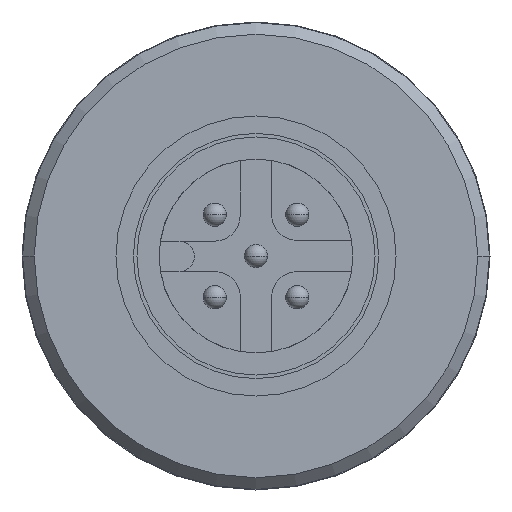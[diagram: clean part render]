
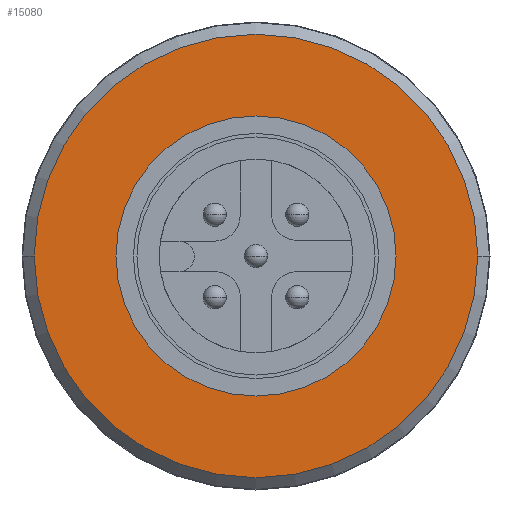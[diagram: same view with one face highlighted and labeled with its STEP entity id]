
A CAD part, front view. The second image highlights one B-rep face of the part: STEP entity #15080.
In plain terms, the highlighted planar face has unit normal (0, -1, 0).
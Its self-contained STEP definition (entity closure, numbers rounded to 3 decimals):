
#2740=CARTESIAN_POINT('',(9.5,1.2,0.));
#2750=VERTEX_POINT('',#2740);
#2800=CARTESIAN_POINT('',(0.,1.2,0.));
#2810=DIRECTION('',(0.,-1.,0.));
#2820=DIRECTION('',(-1.,0.,0.));
#2830=AXIS2_PLACEMENT_3D('',#2800,#2810,#2820);
#2840=CIRCLE('',#2830,9.5);
#2850=CARTESIAN_POINT('',(-9.5,1.2,
0.));
#2860=VERTEX_POINT('',#2850);
#2870=EDGE_CURVE('',#2750,#2860,#2840,.T.);
#3230=CARTESIAN_POINT('',(-5.,1.2,0.));
#3240=VERTEX_POINT('',#3230);
#3290=CARTESIAN_POINT('',(0.,1.2,0.));
#3300=DIRECTION('',(0.,-1.,0.));
#3310=DIRECTION('',(-1.,0.,0.));
#3320=AXIS2_PLACEMENT_3D('',#3290,#3300,#3310);
#3330=CIRCLE('',#3320,5.);
#3340=CARTESIAN_POINT('',(5.,1.2,0.));
#3350=VERTEX_POINT('',#3340);
#3360=EDGE_CURVE('',#3350,#3240,#3330,.T.);
#14930=CARTESIAN_POINT('',(0.,1.2,9.65));
#14940=DIRECTION('',(0.,-1.,0.));
#14950=DIRECTION('',(0.,0.,-1.));
#14960=AXIS2_PLACEMENT_3D('',#14930,#14940,#14950);
#14970=PLANE('',#14960);
#14980=EDGE_CURVE('',#2860,#2750,#2840,.T.);
#14990=ORIENTED_EDGE('',*,*,#14980,.T.);
#15000=ORIENTED_EDGE('',*,*,#2870,.T.);
#15010=EDGE_LOOP('',(#15000,#14990));
#15020=FACE_OUTER_BOUND('',#15010,.T.);
#15030=EDGE_CURVE('',#3240,#3350,#3330,.T.);
#15040=ORIENTED_EDGE('',*,*,#15030,.F.);
#15050=ORIENTED_EDGE('',*,*,#3360,.F.);
#15060=EDGE_LOOP('',(#15050,#15040));
#15070=FACE_BOUND('',#15060,.T.);
#15080=ADVANCED_FACE('',(#15020,#15070),#14970,.T.);
